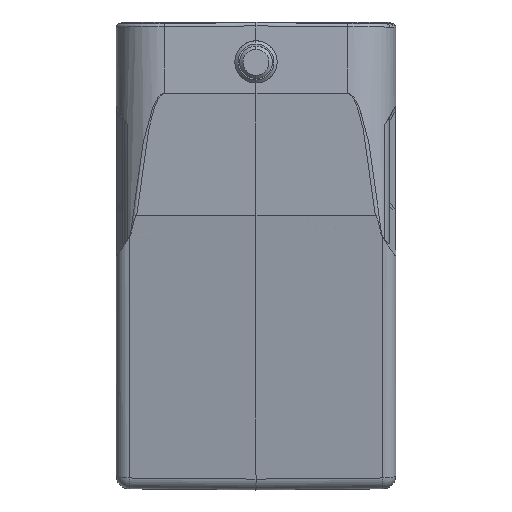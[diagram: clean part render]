
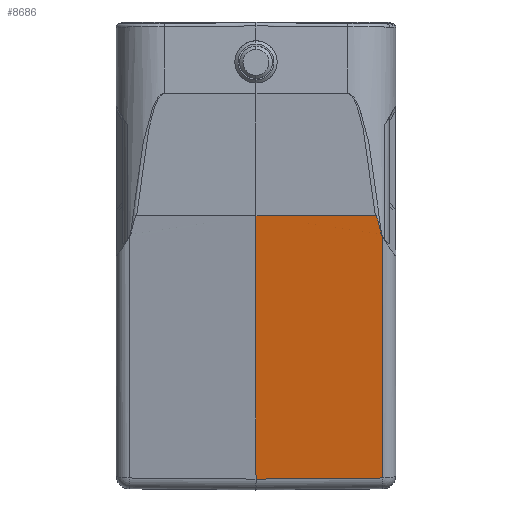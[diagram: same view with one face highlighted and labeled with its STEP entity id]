
A CAD part, left-side view. The second image highlights one B-rep face of the part: STEP entity #8686.
In plain terms, the highlighted planar face has unit normal (-0.987, -0.009, -0.16).
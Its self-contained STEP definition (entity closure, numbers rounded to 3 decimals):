
#203=CARTESIAN_POINT('',(-27.646,-19.517,
-33.103));
#204=CARTESIAN_POINT('',(-27.655,-19.488,
-33.053));
#205=CARTESIAN_POINT('',(-27.671,-19.43,
-32.952));
#206=CARTESIAN_POINT('',(-27.697,-19.346,
-32.806));
#207=CARTESIAN_POINT('',(-27.71,-19.289,
-32.707));
#208=CARTESIAN_POINT('',(-27.718,-19.261,
-32.658));
#237=DIRECTION('',(-0.16,0.,0.987));
#238=VECTOR('',#237,37.533);
#239=CARTESIAN_POINT('',(-21.628,-19.517,
-70.15));
#240=LINE('',#239,#238);
#241=CARTESIAN_POINT('',(-27.646,-19.517,
-33.103));
#821=CARTESIAN_POINT('',(-28.196,-18.362,
-29.778));
#823=DIRECTION('',(-0.009,1.,-0.001));
#824=VECTOR('',#823,18.363);
#825=CARTESIAN_POINT('',(-28.196,-18.362,
-29.778));
#826=LINE('',#825,#824);
#843=CARTESIAN_POINT('',(-27.718,-19.261,
-32.658));
#844=CARTESIAN_POINT('',(-27.718,-19.257,
-32.658));
#845=CARTESIAN_POINT('',(-27.722,-19.252,
-32.656));
#846=CARTESIAN_POINT('',(-27.722,-19.253,
-32.647));
#847=CARTESIAN_POINT('',(-27.723,-19.251,
-32.643));
#848=CARTESIAN_POINT('',(-27.724,-19.251,
-32.64));
#850=CARTESIAN_POINT('',(-27.724,-19.251,
-32.64));
#851=CARTESIAN_POINT('',(-27.739,-19.234,
-32.549));
#852=CARTESIAN_POINT('',(-27.767,-19.202,
-32.373));
#853=CARTESIAN_POINT('',(-27.807,-19.155,
-32.13));
#854=CARTESIAN_POINT('',(-27.844,-19.109,
-31.907));
#855=CARTESIAN_POINT('',(-27.878,-19.066,
-31.701));
#856=CARTESIAN_POINT('',(-27.909,-19.025,
-31.512));
#857=CARTESIAN_POINT('',(-27.938,-18.985,
-31.338));
#858=CARTESIAN_POINT('',(-27.964,-18.947,
-31.178));
#859=CARTESIAN_POINT('',(-27.988,-18.91,
-31.031));
#860=CARTESIAN_POINT('',(-28.01,-18.875,
-30.895));
#861=CARTESIAN_POINT('',(-28.031,-18.842,
-30.771));
#862=CARTESIAN_POINT('',(-28.05,-18.809,
-30.658));
#863=CARTESIAN_POINT('',(-28.067,-18.778,
-30.553));
#864=CARTESIAN_POINT('',(-28.083,-18.748,
-30.458));
#865=CARTESIAN_POINT('',(-28.097,-18.719,
-30.37));
#866=CARTESIAN_POINT('',(-28.11,-18.691,
-30.29));
#867=CARTESIAN_POINT('',(-28.123,-18.664,
-30.217));
#868=CARTESIAN_POINT('',(-28.134,-18.638,
-30.15));
#869=CARTESIAN_POINT('',(-28.144,-18.612,
-30.089));
#870=CARTESIAN_POINT('',(-28.153,-18.587,
-30.034));
#871=CARTESIAN_POINT('',(-28.161,-18.562,
-29.985));
#872=CARTESIAN_POINT('',(-28.168,-18.538,
-29.94));
#873=CARTESIAN_POINT('',(-28.175,-18.514,
-29.901));
#874=CARTESIAN_POINT('',(-28.181,-18.49,
-29.866));
#875=CARTESIAN_POINT('',(-28.186,-18.465,
-29.836));
#876=CARTESIAN_POINT('',(-28.19,-18.441,
-29.812));
#877=CARTESIAN_POINT('',(-28.194,-18.415,
-29.793));
#878=CARTESIAN_POINT('',(-28.196,-18.387,
-29.782));
#879=CARTESIAN_POINT('',(-28.196,-18.371,
-29.778));
#880=CARTESIAN_POINT('',(-28.196,-18.362,
-29.778));
#882=DIRECTION('',(-0.007,1.,-0.009));
#883=VECTOR('',#882,19.519);
#884=CARTESIAN_POINT('',(-21.628,-19.517,
-70.15));
#885=LINE('',#884,#883);
#886=DIRECTION('',(-0.16,0.,0.987));
#887=VECTOR('',#886,41.05);
#888=CARTESIAN_POINT('',(-21.773,0.,
-70.321));
#889=LINE('',#888,#887);
#1560=CARTESIAN_POINT('',(-21.773,0.,
-70.321));
#6337=VERTEX_POINT('',#241);
#6338=VERTEX_POINT('',#208);
#6339=CARTESIAN_POINT('',(-21.628,-19.517,
-70.15));
#6340=VERTEX_POINT('',#6339);
#6936=VERTEX_POINT('',#1560);
#7008=CARTESIAN_POINT('',(-28.355,0.,
-29.802));
#7009=VERTEX_POINT('',#7008);
#7012=VERTEX_POINT('',#821);
#7013=VERTEX_POINT('',#848);
#8670=CARTESIAN_POINT('',(-21.5,0.,-72.));
#8671=DIRECTION('',(-0.987,-0.009,-0.16));
#8672=DIRECTION('',(-0.16,0.,0.987));
#8673=AXIS2_PLACEMENT_3D('',#8670,#8671,#8672);
#8674=PLANE('',#8673);
#8675=ORIENTED_EDGE('',*,*,#8663,.F.);
#8676=ORIENTED_EDGE('',*,*,#7750,.F.);
#8677=ORIENTED_EDGE('',*,*,#7802,.F.);
#8679=ORIENTED_EDGE('',*,*,#8678,.T.);
#8681=ORIENTED_EDGE('',*,*,#8680,.T.);
#8682=ORIENTED_EDGE('',*,*,#8531,.F.);
#8683=ORIENTED_EDGE('',*,*,#8665,.F.);
#8684=EDGE_LOOP('',(#8675,#8676,#8677,#8679,#8681,#8682,#8683));
#8685=FACE_OUTER_BOUND('',#8684,.F.);
#8686=ADVANCED_FACE('',(#8685),#8674,.T.);
#209=B_SPLINE_CURVE_WITH_KNOTS('',3,(#203,#204,#205,#206,#207,#208),
.UNSPECIFIED.,.F.,.F.,(4,1,1,4),(0.,0.333,0.667,1.),
.UNSPECIFIED.);
#849=B_SPLINE_CURVE_WITH_KNOTS('',3,(#843,#844,#845,#846,#847,#848),
.UNSPECIFIED.,.F.,.F.,(4,1,1,4),(0.,0.333,0.667,1.),
.UNSPECIFIED.);
#881=B_SPLINE_CURVE_WITH_KNOTS('',3,(#850,#851,#852,#853,#854,#855,#856,#857,
#858,#859,#860,#861,#862,#863,#864,#865,#866,#867,#868,#869,#870,#871,#872,#873,
#874,#875,#876,#877,#878,#879,#880),.UNSPECIFIED.,.F.,.F.,(4,1,1,1,1,1,1,1,1,1,
1,1,1,1,1,1,1,1,1,1,1,1,1,1,1,1,1,1,4),(0.,0.036,
0.071,0.107,0.143,0.179,
0.214,0.25,0.286,0.321,0.357,
0.393,0.429,0.464,0.5,0.536,
0.571,0.607,0.643,0.679,
0.714,0.75,0.786,0.821,0.857,
0.893,0.929,0.964,1.),.UNSPECIFIED.);
#7750=EDGE_CURVE('',#6337,#6338,#209,.T.);
#7802=EDGE_CURVE('',#6340,#6337,#240,.T.);
#8531=EDGE_CURVE('',#7012,#7009,#826,.T.);
#8663=EDGE_CURVE('',#6338,#7013,#849,.T.);
#8665=EDGE_CURVE('',#7013,#7012,#881,.T.);
#8678=EDGE_CURVE('',#6340,#6936,#885,.T.);
#8680=EDGE_CURVE('',#6936,#7009,#889,.T.);
